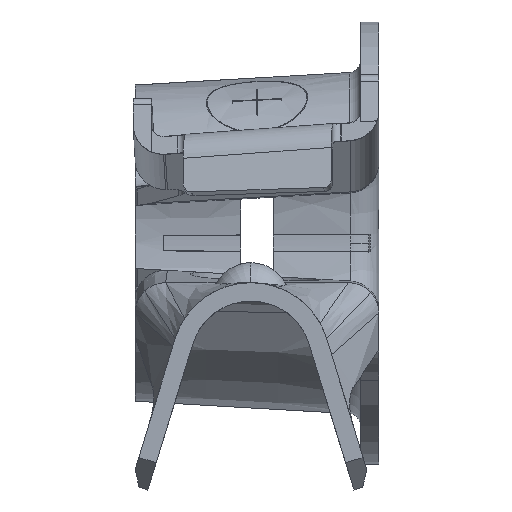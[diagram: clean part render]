
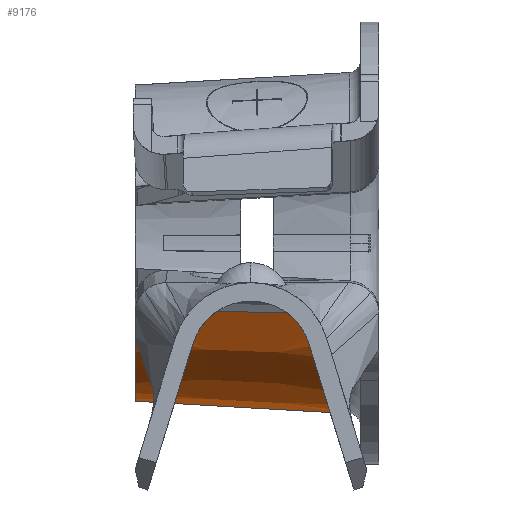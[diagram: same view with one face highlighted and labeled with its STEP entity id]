
A CAD part, left-side view. The second image highlights one B-rep face of the part: STEP entity #9176.
In plain terms, the highlighted conical face has half-angle 3.338 degrees and reference radius 9.881 mm.
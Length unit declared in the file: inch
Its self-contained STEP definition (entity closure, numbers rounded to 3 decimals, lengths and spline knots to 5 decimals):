
#193 = VERTEX_POINT ( 'NONE', #11089 ) ;
#264 = CARTESIAN_POINT ( 'NONE',  ( 0., 0., 0. ) ) ;
#410 = DIRECTION ( 'NONE',  ( 0., 0., -1. ) ) ;
#438 = AXIS2_PLACEMENT_3D ( 'NONE', #13929, #7151, #410 ) ;
#786 = VERTEX_POINT ( 'NONE', #2223 ) ;
#997 = ORIENTED_EDGE ( 'NONE', *, *, #11706, .T. ) ;
#1420 = DIRECTION ( 'NONE',  ( 0., 0., 1. ) ) ;
#2023 = CONICAL_SURFACE ( 'NONE', #7655, 0.389, 0.058 ) ;
#2223 = CARTESIAN_POINT ( 'NONE',  ( 0., -0.3, -0.4065 ) ) ;
#2634 = LINE ( 'NONE', #4620, #12853 ) ;
#2961 = CIRCLE ( 'NONE', #7434, 0.389 ) ;
#3183 = VECTOR ( 'NONE', #12554, 39.37008 ) ;
#3355 = EDGE_CURVE ( 'NONE', #193, #7470, #4197, .T. ) ;
#3847 = EDGE_LOOP ( 'NONE', ( #6462, #997, #7603, #9182, #4712 ) ) ;
#3873 = EDGE_CURVE ( 'NONE', #786, #193, #2634, .T. ) ;
#3895 = DIRECTION ( 'NONE',  ( 0., 0., -1. ) ) ;
#4034 = CARTESIAN_POINT ( 'NONE',  ( -0.35332, 0., -0.16275 ) ) ;
#4197 = CIRCLE ( 'NONE', #438, 0.41973 ) ;
#4620 = CARTESIAN_POINT ( 'NONE',  ( 0., 0., -0.389 ) ) ;
#4712 = ORIENTED_EDGE ( 'NONE', *, *, #11902, .F. ) ;
#5028 = CARTESIAN_POINT ( 'NONE',  ( 0., 0., 0. ) ) ;
#5346 = FACE_OUTER_BOUND ( 'NONE', #3847, .T. ) ;
#5516 = VERTEX_POINT ( 'NONE', #10749 ) ;
#6131 = CARTESIAN_POINT ( 'NONE',  ( -0.35332, 0., -0.16275 ) ) ;
#6422 = EDGE_CURVE ( 'NONE', #5516, #12358, #2961, .T. ) ;
#6462 = ORIENTED_EDGE ( 'NONE', *, *, #6422, .F. ) ;
#7151 = DIRECTION ( 'NONE',  ( 0., 1., 0. ) ) ;
#7434 = AXIS2_PLACEMENT_3D ( 'NONE', #264, #8161, #1420 ) ;
#7470 = VERTEX_POINT ( 'NONE', #14031 ) ;
#7603 = ORIENTED_EDGE ( 'NONE', *, *, #3873, .T. ) ;
#7655 = AXIS2_PLACEMENT_3D ( 'NONE', #5028, #11800, #3895 ) ;
#8161 = DIRECTION ( 'NONE',  ( 0., 1., 0. ) ) ;
#9176 = ADVANCED_FACE ( 'NONE', ( #5346 ), #2023, .T. ) ;
#9182 = ORIENTED_EDGE ( 'NONE', *, *, #3355, .T. ) ;
#10749 = CARTESIAN_POINT ( 'NONE',  ( 0., 0., -0.389 ) ) ;
#11089 = CARTESIAN_POINT ( 'NONE',  ( 0., -0.52675, -0.41973 ) ) ;
#11483 = LINE ( 'NONE', #13819, #3183 ) ;
#11706 = EDGE_CURVE ( 'NONE', #5516, #786, #11483, .T. ) ;
#11800 = DIRECTION ( 'NONE',  ( 0., -1., 0. ) ) ;
#11902 = EDGE_CURVE ( 'NONE', #12358, #7470, #12204, .T. ) ;
#12204 = LINE ( 'NONE', #4034, #12572 ) ;
#12358 = VERTEX_POINT ( 'NONE', #6131 ) ;
#12554 = DIRECTION ( 'NONE',  ( 0., -0.998, -0.058 ) ) ;
#12572 = VECTOR ( 'NONE', #13066, 39.37008 ) ;
#12853 = VECTOR ( 'NONE', #13654, 39.37008 ) ;
#13066 = DIRECTION ( 'NONE',  ( -0.053, -0.998, -0.024 ) ) ;
#13654 = DIRECTION ( 'NONE',  ( 0., -0.998, -0.058 ) ) ;
#13819 = CARTESIAN_POINT ( 'NONE',  ( 0., 0., -0.389 ) ) ;
#13929 = CARTESIAN_POINT ( 'NONE',  ( 0., -0.52675, 0. ) ) ;
#14031 = CARTESIAN_POINT ( 'NONE',  ( -0.38122, -0.52675, -0.17561 ) ) ;
